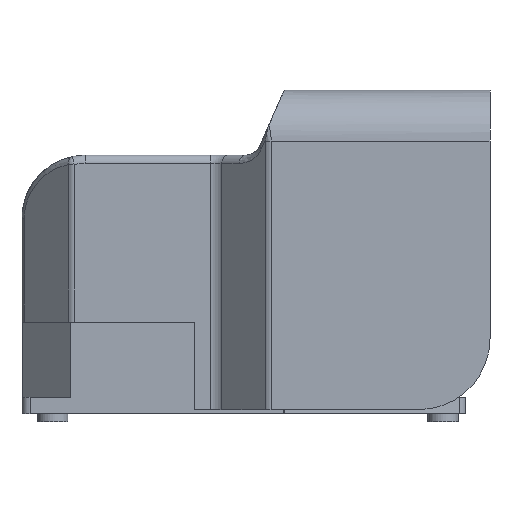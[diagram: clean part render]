
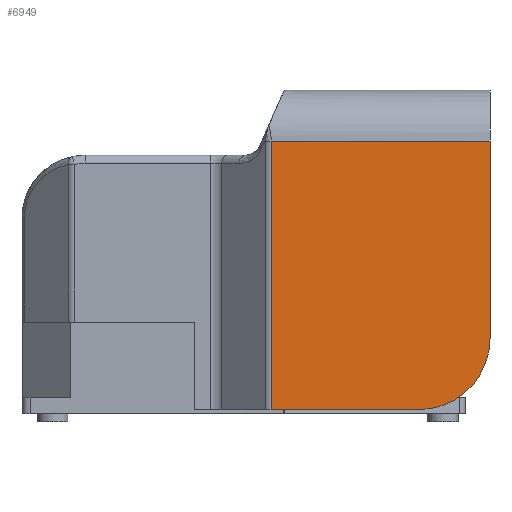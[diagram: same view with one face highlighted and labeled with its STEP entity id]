
A CAD part, front view. The second image highlights one B-rep face of the part: STEP entity #6949.
In plain terms, the highlighted planar face has unit normal (0, -1, 0).
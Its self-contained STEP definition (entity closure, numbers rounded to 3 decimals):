
#4505=CARTESIAN_POINT('',(80.0,-76.5,0.0));
#4506=VERTEX_POINT('',#4505);
#4513=CARTESIAN_POINT('',(7.446,-76.5,0.0));
#4514=VERTEX_POINT('',#4513);
#4515=CARTESIAN_POINT('',(7.446,-76.5,0.0));
#4516=DIRECTION('',(1.0,0.0,0.0));
#4517=VECTOR('',#4516,72.554);
#4518=LINE('',#4515,#4517);
#4519=EDGE_CURVE('',#4514,#4506,#4518,.T.);
#5786=CARTESIAN_POINT('',(115.0,-76.5,132.0));
#5787=VERTEX_POINT('',#5786);
#5795=CARTESIAN_POINT('',(115.0,-76.5,35.0));
#5796=VERTEX_POINT('',#5795);
#5797=CARTESIAN_POINT('',(115.0,-76.5,35.0));
#5798=DIRECTION('',(0.0,0.0,1.0));
#5799=VECTOR('',#5798,97.0);
#5800=LINE('',#5797,#5799);
#5801=EDGE_CURVE('',#5796,#5787,#5800,.T.);
#6767=CARTESIAN_POINT('',(7.446,-76.5,132.0));
#6768=VERTEX_POINT('',#6767);
#6800=CARTESIAN_POINT('',(7.446,-76.5,0.0));
#6801=DIRECTION('',(0.0,0.0,1.0));
#6802=VECTOR('',#6801,132.0);
#6803=LINE('',#6800,#6802);
#6804=EDGE_CURVE('',#4514,#6768,#6803,.T.);
#6877=CARTESIAN_POINT('',(80.0,-76.5,35.0));
#6878=DIRECTION('',(0.0,1.,0.0));
#6879=DIRECTION('',(0.707,0.0,-0.707));
#6880=AXIS2_PLACEMENT_3D('',#6877,#6878,#6879);
#6881=CIRCLE('',#6880,35.0);
#6882=EDGE_CURVE('',#5796,#4506,#6881,.T.);
#6924=CARTESIAN_POINT('',(7.446,-76.5,132.0));
#6925=DIRECTION('',(1.0,0.0,0.0));
#6926=VECTOR('',#6925,107.554);
#6927=LINE('',#6924,#6926);
#6928=EDGE_CURVE('',#6768,#5787,#6927,.T.);
#6937=CARTESIAN_POINT('',(115.0,-76.5,0.0));
#6938=DIRECTION('',(0.0,-1.0,0.0));
#6939=DIRECTION('',(0.0,0.0,-1.0));
#6940=AXIS2_PLACEMENT_3D('',#6937,#6938,#6939);
#6941=PLANE('',#6940);
#6942=ORIENTED_EDGE('',*,*,#6804,.F.);
#6943=ORIENTED_EDGE('',*,*,#4519,.T.);
#6944=ORIENTED_EDGE('',*,*,#6882,.F.);
#6945=ORIENTED_EDGE('',*,*,#5801,.T.);
#6946=ORIENTED_EDGE('',*,*,#6928,.F.);
#6947=EDGE_LOOP('',(#6942,#6943,#6944,#6945,#6946));
#6948=FACE_OUTER_BOUND('',#6947,.T.);
#6949=ADVANCED_FACE('',(#6948),#6941,.T.);
